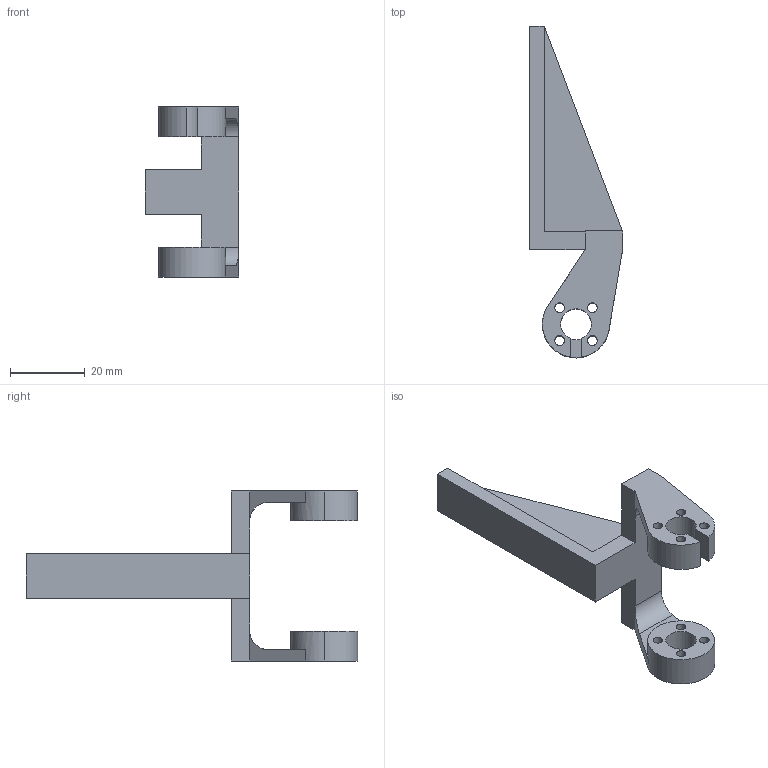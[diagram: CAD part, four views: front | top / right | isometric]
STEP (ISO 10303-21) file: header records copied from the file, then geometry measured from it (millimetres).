
FILE_DESCRIPTION (( 'STEP AP214' ), '1' );
FILE_NAME ('FCS4HAND2310_FINGER_EDGE_RH.STEP', '2023-11-07T01:27:55', ( '' ), ( '' ), 'SwSTEP 2.0', 'SolidWorks 2021', '' );
FILE_SCHEMA (( 'AUTOMOTIVE_DESIGN' ));
Length unit declared in the file: millimetre
Products named in the file (1): FCS4HAND2310_FINGER_EDGE_RH
Bounding box: 25 x 89 x 45.6 mm (x, y, z)
Volume: 12602.9 mm3; surface area: 8062.1 mm2
Topology: 1 solids, 1 shells, 55 faces, 151 edges, 98 vertices
Faces by surface type: cylinder 28, plane 27
Entity records: 1827 total; most frequent: CARTESIAN_POINT 317, DIRECTION 315, ORIENTED_EDGE 302, EDGE_CURVE 151, AXIS2_PLACEMENT_3D 112, VERTEX_POINT 98, LINE 91, VECTOR 91
